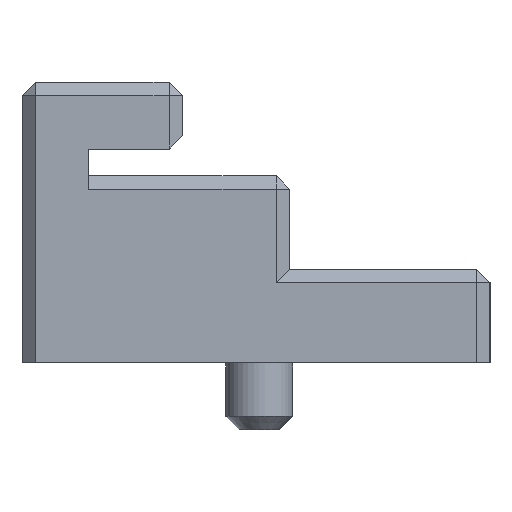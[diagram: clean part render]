
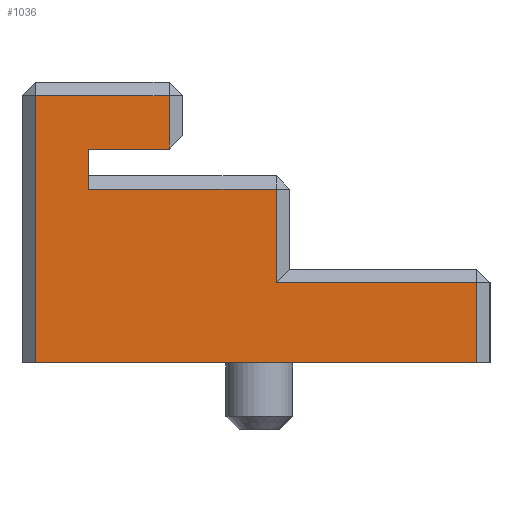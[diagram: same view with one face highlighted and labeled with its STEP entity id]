
A CAD part, left-side view. The second image highlights one B-rep face of the part: STEP entity #1036.
In plain terms, the highlighted planar face has unit normal (-1, 0, 0).
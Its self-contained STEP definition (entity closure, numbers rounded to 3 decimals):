
#86=FACE_OUTER_BOUND('',#152,.T.);
#152=EDGE_LOOP('',(#863,#864,#865,#866,#867,#868,#869,#870,#871,#872));
#221=LINE('',#1570,#351);
#224=LINE('',#1574,#354);
#228=LINE('',#1580,#358);
#242=LINE('',#1605,#372);
#255=LINE('',#1636,#385);
#262=LINE('',#1649,#392);
#265=LINE('',#1653,#395);
#274=LINE('',#1670,#404);
#282=LINE('',#1685,#412);
#283=LINE('',#1686,#413);
#351=VECTOR('',#1279,10.);
#354=VECTOR('',#1284,10.);
#358=VECTOR('',#1292,10.);
#372=VECTOR('',#1316,10.);
#385=VECTOR('',#1343,10.);
#392=VECTOR('',#1356,10.);
#395=VECTOR('',#1361,10.);
#404=VECTOR('',#1378,10.);
#412=VECTOR('',#1394,10.);
#413=VECTOR('',#1395,10.);
#456=VERTEX_POINT('',#1533);
#466=VERTEX_POINT('',#1556);
#469=VERTEX_POINT('',#1563);
#471=VERTEX_POINT('',#1568);
#477=VERTEX_POINT('',#1603);
#481=VERTEX_POINT('',#1619);
#488=VERTEX_POINT('',#1635);
#490=VERTEX_POINT('',#1640);
#495=VERTEX_POINT('',#1668);
#498=VERTEX_POINT('',#1684);
#571=EDGE_CURVE('',#471,#469,#221,.T.);
#574=EDGE_CURVE('',#469,#466,#224,.T.);
#578=EDGE_CURVE('',#466,#456,#228,.T.);
#592=EDGE_CURVE('',#477,#471,#242,.T.);
#605=EDGE_CURVE('',#481,#488,#255,.T.);
#612=EDGE_CURVE('',#488,#490,#262,.T.);
#615=EDGE_CURVE('',#490,#477,#265,.T.);
#624=EDGE_CURVE('',#495,#481,#274,.T.);
#632=EDGE_CURVE('',#495,#498,#282,.T.);
#633=EDGE_CURVE('',#498,#456,#283,.T.);
#863=ORIENTED_EDGE('',*,*,#571,.F.);
#864=ORIENTED_EDGE('',*,*,#592,.F.);
#865=ORIENTED_EDGE('',*,*,#615,.F.);
#866=ORIENTED_EDGE('',*,*,#612,.F.);
#867=ORIENTED_EDGE('',*,*,#605,.F.);
#868=ORIENTED_EDGE('',*,*,#624,.F.);
#869=ORIENTED_EDGE('',*,*,#632,.T.);
#870=ORIENTED_EDGE('',*,*,#633,.T.);
#871=ORIENTED_EDGE('',*,*,#578,.F.);
#872=ORIENTED_EDGE('',*,*,#574,.F.);
#972=PLANE('',#1130);
#1036=ADVANCED_FACE('',(#86),#972,.T.);
#1130=AXIS2_PLACEMENT_3D('',#1683,#1392,#1393);
#1279=DIRECTION('',(0.,0.,1.));
#1284=DIRECTION('',(0.,-1.,0.));
#1292=DIRECTION('',(0.,0.,-1.));
#1316=DIRECTION('',(0.,1.,0.));
#1343=DIRECTION('',(0.,0.,-1.));
#1356=DIRECTION('',(0.,-1.,0.));
#1361=DIRECTION('',(0.,0.,-1.));
#1378=DIRECTION('',(0.,-1.,0.));
#1392=DIRECTION('center_axis',(-1.,0.,0.));
#1393=DIRECTION('ref_axis',(0.,-1.,0.));
#1394=DIRECTION('',(0.,0.,1.));
#1395=DIRECTION('',(0.,-1.,0.));
#1533=CARTESIAN_POINT('',(0.,-11.,9.));
#1556=CARTESIAN_POINT('',(0.,-11.,13.));
#1563=CARTESIAN_POINT('',(0.,-1.,13.));
#1568=CARTESIAN_POINT('',(0.,-1.,-7.));
#1570=CARTESIAN_POINT('',(0.,-1.,0.));
#1574=CARTESIAN_POINT('',(0.,-1.25,13.));
#1580=CARTESIAN_POINT('',(0.,-11.,5.75));
#1603=CARTESIAN_POINT('',(0.,-34.,-7.));
#1605=CARTESIAN_POINT('',(0.,-35.,-7.));
#1619=CARTESIAN_POINT('',(0.,-19.,6.));
#1635=CARTESIAN_POINT('',(0.,-19.,-1.));
#1636=CARTESIAN_POINT('',(0.,-19.,0.));
#1640=CARTESIAN_POINT('',(0.,-34.,-1.));
#1649=CARTESIAN_POINT('',(0.,-8.75,-1.));
#1653=CARTESIAN_POINT('',(0.,-34.,0.));
#1668=CARTESIAN_POINT('',(0.,-5.,6.));
#1670=CARTESIAN_POINT('',(0.,-5.,6.));
#1683=CARTESIAN_POINT('Origin',(0.,0.,0.));
#1684=CARTESIAN_POINT('',(0.,-5.,9.));
#1685=CARTESIAN_POINT('',(0.,-5.,7.));
#1686=CARTESIAN_POINT('',(0.,-5.,9.));
